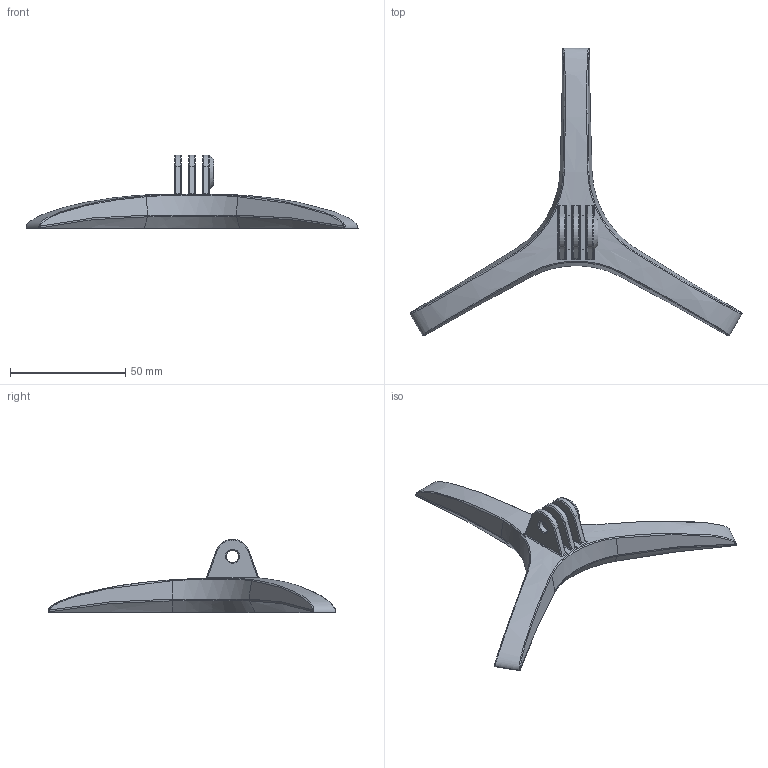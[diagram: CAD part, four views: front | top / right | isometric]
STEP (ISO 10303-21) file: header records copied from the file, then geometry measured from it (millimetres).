
FILE_DESCRIPTION(/* description */ (''),/* implementation_level */ '2;1');
FILE_NAME(/* name */ 'Base .step',/* time_stamp */ '2019-07-26T23:10:36+10:00',/* author */ (''),/* organization */ (''),/* preprocessor_version */ 'ST-DEVELOPER v18',/* originating_system */ 'Autodesk Translation Framework v8.2.0.1029',/* authorisation */ '');
FILE_SCHEMA (('AUTOMOTIVE_DESIGN { 1 0 10303 214 3 1 1 }'));
Length unit declared in the file: millimetre
Products named in the file (2): Base; Component1
Assembly tree (1 placements, depth 2):
  Base
    Component1
Bounding box: 143.76 x 124.57 x 32 mm (x, y, z)
Volume: 37124.2 mm3; surface area: 12130.6 mm2
Topology: 1 solids, 1 shells, 165 faces, 389 edges, 227 vertices
Faces by surface type: bspline 77, plane 67, cone 15, cylinder 6
Full cylindrical faces by diameter (mm): 5.3 x3
Entity records: 6694 total; most frequent: CARTESIAN_POINT 3504, ORIENTED_EDGE 778, DIRECTION 406, EDGE_CURVE 389, VERTEX_POINT 227, B_SPLINE_CURVE_WITH_KNOTS 195, EDGE_LOOP 172, FACE_OUTER_BOUND 165
